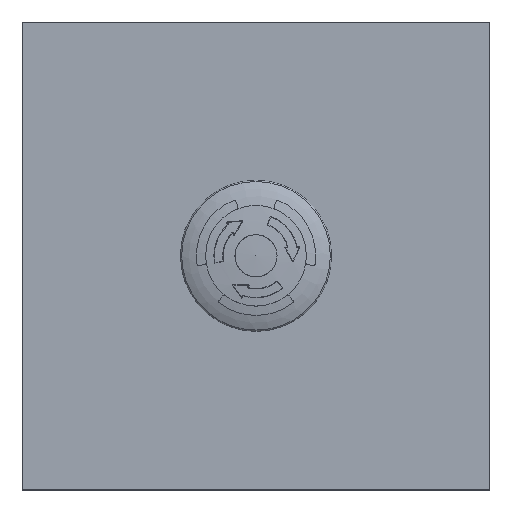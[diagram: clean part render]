
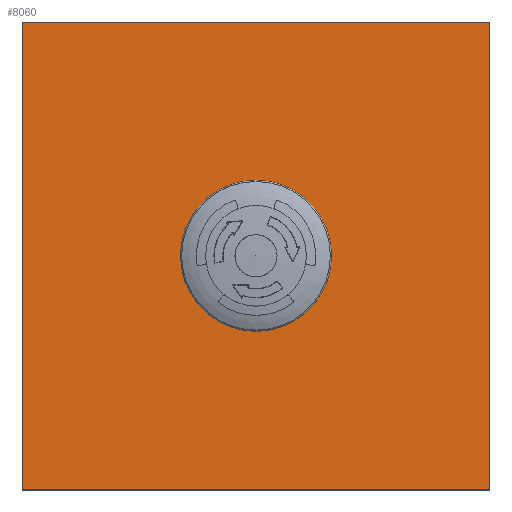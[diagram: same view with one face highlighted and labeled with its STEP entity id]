
A CAD part, top view. The second image highlights one B-rep face of the part: STEP entity #8060.
In plain terms, the highlighted planar face has unit normal (0, 0, 1).
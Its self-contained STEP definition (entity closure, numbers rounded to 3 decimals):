
#546=PLANE('',#9115);
#1254=LINE('',#17486,#1639);
#1258=LINE('',#17494,#1643);
#1261=LINE('',#17500,#1646);
#1263=LINE('',#17508,#1648);
#1639=VECTOR('',#11209,1000.);
#1643=VECTOR('',#11215,1000.);
#1646=VECTOR('',#11220,1000.);
#1648=VECTOR('',#11230,1000.);
#3947=ORIENTED_EDGE('',*,*,#5111,.T.);
#3948=ORIENTED_EDGE('',*,*,#5103,.T.);
#3949=ORIENTED_EDGE('',*,*,#5107,.T.);
#3950=ORIENTED_EDGE('',*,*,#5110,.T.);
#3951=ORIENTED_EDGE('',*,*,#5114,.T.);
#5103=EDGE_CURVE('',#5848,#5847,#1254,.T.);
#5107=EDGE_CURVE('',#5847,#5850,#1258,.T.);
#5110=EDGE_CURVE('',#5850,#5852,#1261,.T.);
#5111=EDGE_CURVE('',#5853,#5853,#6276,.T.);
#5114=EDGE_CURVE('',#5852,#5848,#1263,.T.);
#5847=VERTEX_POINT('',#17485);
#5848=VERTEX_POINT('',#17487);
#5850=VERTEX_POINT('',#17493);
#5852=VERTEX_POINT('',#17499);
#5853=VERTEX_POINT('',#17503);
#6276=CIRCLE('',#9112,11.);
#6862=EDGE_LOOP('',(#3947));
#6863=EDGE_LOOP('',(#3948,#3949,#3950,#3951));
#7452=FACE_BOUND('',#6862,.T.);
#7453=FACE_BOUND('',#6863,.T.);
#8060=ADVANCED_FACE('',(#7452,#7453),#546,.T.);
#9112=AXIS2_PLACEMENT_3D('',#17502,#11223,#11224);
#9115=AXIS2_PLACEMENT_3D('',#17509,#11231,#11232);
#11209=DIRECTION('',(0.,-1.,0.));
#11215=DIRECTION('',(1.,0.,0.));
#11220=DIRECTION('',(0.,1.,0.));
#11223=DIRECTION('',(0.,0.,-1.));
#11224=DIRECTION('',(1.,0.,0.));
#11230=DIRECTION('',(-1.,0.,0.));
#11231=DIRECTION('',(0.,0.,1.));
#11232=DIRECTION('',(1.,0.,0.));
#17485=CARTESIAN_POINT('',(-50.,-50.,-0.001));
#17486=CARTESIAN_POINT('',(-50.,50.,-0.001));
#17487=CARTESIAN_POINT('',(-50.,50.,-0.001));
#17493=CARTESIAN_POINT('',(50.,-50.,-0.001));
#17494=CARTESIAN_POINT('',(-50.,-50.,-0.001));
#17499=CARTESIAN_POINT('',(50.,50.,-0.001));
#17500=CARTESIAN_POINT('',(50.,-50.,-0.001));
#17502=CARTESIAN_POINT('',(0.,0.,-0.001));
#17503=CARTESIAN_POINT('',(11.,0.,-0.001));
#17508=CARTESIAN_POINT('',(50.,50.,-0.001));
#17509=CARTESIAN_POINT('',(0.,0.,-0.001));
